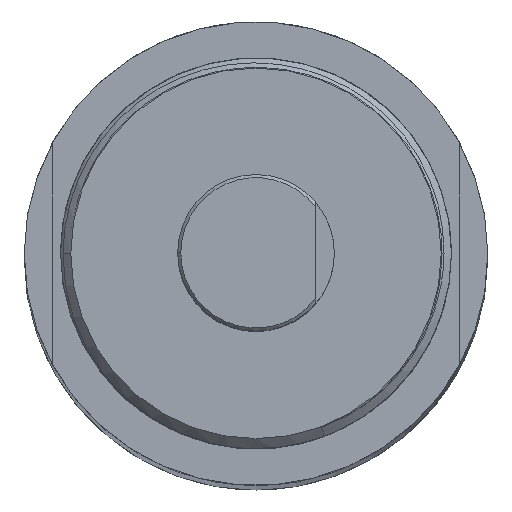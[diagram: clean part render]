
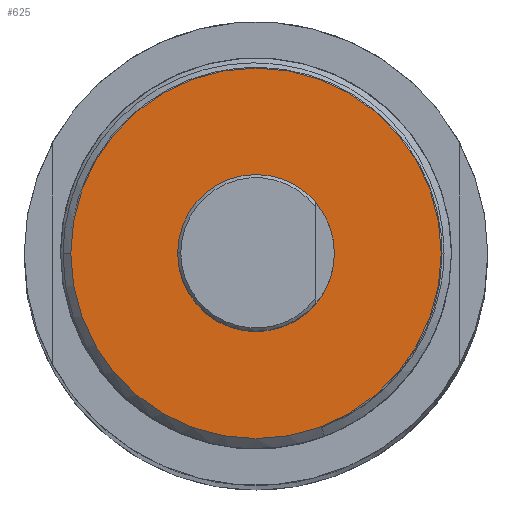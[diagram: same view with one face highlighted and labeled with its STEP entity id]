
A CAD part, top view. The second image highlights one B-rep face of the part: STEP entity #625.
In plain terms, the highlighted planar face has unit normal (0, 0, 1).
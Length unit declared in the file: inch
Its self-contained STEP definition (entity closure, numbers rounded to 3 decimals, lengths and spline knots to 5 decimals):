
#625 = ADVANCED_FACE ( 'NONE', ( #2647, #2646 ), #2645, .F. ) ;
#626 = EDGE_LOOP ( 'NONE', ( #627, #628 ) ) ;
#627 = ORIENTED_EDGE ( 'NONE', *, *, #783, .F. ) ;
#628 = ORIENTED_EDGE ( 'NONE', *, *, #629, .F. ) ;
#629 = EDGE_CURVE ( 'NONE', #785, #784, #2640, .T. ) ;
#630 = EDGE_LOOP ( 'NONE', ( #688, #689 ) ) ;
#688 = ORIENTED_EDGE ( 'NONE', *, *, #809, .T. ) ;
#689 = ORIENTED_EDGE ( 'NONE', *, *, #705, .T. ) ;
#705 = EDGE_CURVE ( 'NONE', #807, #810, #3434, .T. ) ;
#783 = EDGE_CURVE ( 'NONE', #784, #785, #4139, .T. ) ;
#784 = VERTEX_POINT ( 'NONE', #4135 ) ;
#785 = VERTEX_POINT ( 'NONE', #4134 ) ;
#807 = VERTEX_POINT ( 'NONE', #4194 ) ;
#809 = EDGE_CURVE ( 'NONE', #810, #807, #4193, .T. ) ;
#810 = VERTEX_POINT ( 'NONE', #4188 ) ;
#2636 = DIRECTION ( 'NONE',  ( -1., 0., 0. ) ) ;
#2637 = DIRECTION ( 'NONE',  ( 0., 0., -1. ) ) ;
#2638 = CARTESIAN_POINT ( 'NONE',  ( 0., 0., 0.28 ) ) ;
#2639 = AXIS2_PLACEMENT_3D ( 'NONE', #2638, #2637, #2636 ) ;
#2640 = CIRCLE ( 'NONE', #2639, 0.29571 ) ;
#2641 = DIRECTION ( 'NONE',  ( -1., 0., 0. ) ) ;
#2642 = DIRECTION ( 'NONE',  ( 0., 0., -1. ) ) ;
#2643 = CARTESIAN_POINT ( 'NONE',  ( 0.3125, 0., 0.28 ) ) ;
#2644 = AXIS2_PLACEMENT_3D ( 'NONE', #2643, #2642, #2641 ) ;
#2645 = PLANE ( 'NONE',  #2644 ) ;
#2646 = FACE_BOUND ( 'NONE', #630, .T. ) ;
#2647 = FACE_OUTER_BOUND ( 'NONE', #626, .T. ) ;
#3390 = CARTESIAN_POINT ( 'NONE',  ( 0., 0., 0.28 ) ) ;
#3431 = DIRECTION ( 'NONE',  ( -1., 0., 0. ) ) ;
#3432 = DIRECTION ( 'NONE',  ( 0., 0., -1. ) ) ;
#3433 = AXIS2_PLACEMENT_3D ( 'NONE', #3390, #3432, #3431 ) ;
#3434 = CIRCLE ( 'NONE', #3433, 0.125 ) ;
#4134 = CARTESIAN_POINT ( 'NONE',  ( 0.29571, 0., 0.28 ) ) ;
#4135 = CARTESIAN_POINT ( 'NONE',  ( -0.29571, 0., 0.28 ) ) ;
#4136 = DIRECTION ( 'NONE',  ( -1., 0., 0. ) ) ;
#4137 = DIRECTION ( 'NONE',  ( 0., 0., -1. ) ) ;
#4138 = AXIS2_PLACEMENT_3D ( 'NONE', #4144, #4137, #4136 ) ;
#4139 = CIRCLE ( 'NONE', #4138, 0.29571 ) ;
#4144 = CARTESIAN_POINT ( 'NONE',  ( 0., 0., 0.28 ) ) ;
#4188 = CARTESIAN_POINT ( 'NONE',  ( -0.125, 0., 0.28 ) ) ;
#4189 = DIRECTION ( 'NONE',  ( -1., 0., 0. ) ) ;
#4190 = DIRECTION ( 'NONE',  ( 0., 0., -1. ) ) ;
#4191 = CARTESIAN_POINT ( 'NONE',  ( 0., 0., 0.28 ) ) ;
#4192 = AXIS2_PLACEMENT_3D ( 'NONE', #4191, #4190, #4189 ) ;
#4193 = CIRCLE ( 'NONE', #4192, 0.125 ) ;
#4194 = CARTESIAN_POINT ( 'NONE',  ( 0.125, 0., 0.28 ) ) ;
